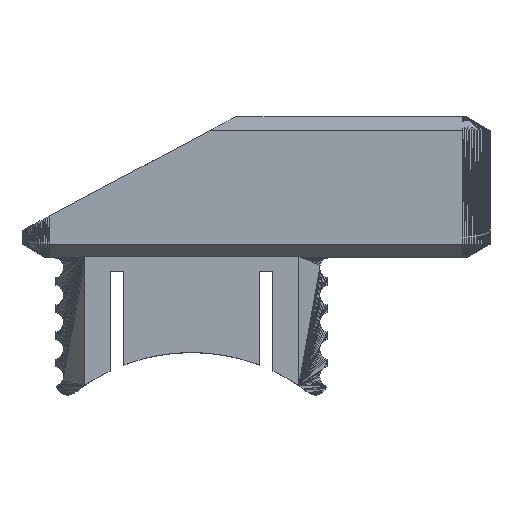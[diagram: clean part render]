
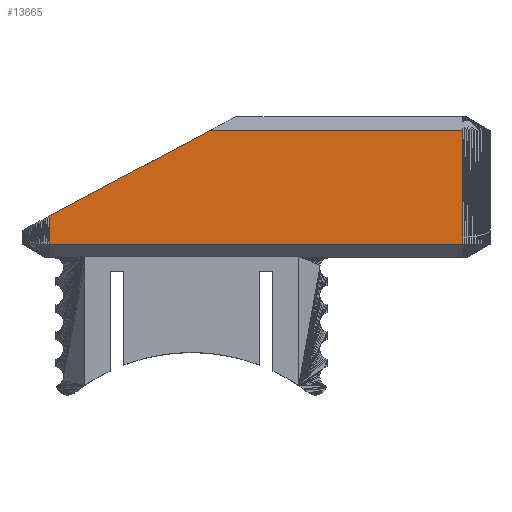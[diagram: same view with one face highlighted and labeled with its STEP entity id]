
A CAD part, top view. The second image highlights one B-rep face of the part: STEP entity #13665.
In plain terms, the highlighted planar face has unit normal (0, 0, 1).
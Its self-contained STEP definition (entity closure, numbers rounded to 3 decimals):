
#36=FACE_OUTER_BOUND('',#1072,.T.);
#1072=EDGE_LOOP('',(#8922,#8923,#8924,#8925,#8926,#8927));
#2155=LINE('',#19872,#4080);
#2226=LINE('',#20013,#4151);
#2227=LINE('',#20015,#4152);
#2228=LINE('',#20017,#4153);
#2229=LINE('',#20019,#4154);
#2230=LINE('',#20020,#4155);
#4080=VECTOR('',#15818,1.);
#4151=VECTOR('',#15909,1.);
#4152=VECTOR('',#15910,1.);
#4153=VECTOR('',#15911,1.);
#4154=VECTOR('',#15912,1.);
#4155=VECTOR('',#15913,1.);
#6003=VERTEX_POINT('',#19869);
#6004=VERTEX_POINT('',#19871);
#6064=VERTEX_POINT('',#20012);
#6065=VERTEX_POINT('',#20014);
#6066=VERTEX_POINT('',#20016);
#6067=VERTEX_POINT('',#20018);
#6902=EDGE_CURVE('',#6003,#6004,#2155,.T.);
#6973=EDGE_CURVE('',#6064,#6003,#2226,.T.);
#6974=EDGE_CURVE('',#6065,#6064,#2227,.T.);
#6975=EDGE_CURVE('',#6065,#6066,#2228,.T.);
#6976=EDGE_CURVE('',#6066,#6067,#2229,.T.);
#6977=EDGE_CURVE('',#6004,#6067,#2230,.T.);
#8922=ORIENTED_EDGE('',*,*,#6973,.F.);
#8923=ORIENTED_EDGE('',*,*,#6974,.F.);
#8924=ORIENTED_EDGE('',*,*,#6975,.T.);
#8925=ORIENTED_EDGE('',*,*,#6976,.T.);
#8926=ORIENTED_EDGE('',*,*,#6977,.F.);
#8927=ORIENTED_EDGE('',*,*,#6902,.F.);
#12631=PLANE('',#14715);
#13665=ADVANCED_FACE('',(#36),#12631,.T.);
#14715=AXIS2_PLACEMENT_3D('',#20011,#15907,#15908);
#15818=DIRECTION('',(0.883,0.469,0.));
#15907=DIRECTION('center_axis',(0.,0.,1.));
#15908=DIRECTION('ref_axis',(1.,0.,0.));
#15909=DIRECTION('',(-0.469,0.883,0.));
#15910=DIRECTION('',(0.,1.,0.));
#15911=DIRECTION('',(1.,0.,0.));
#15912=DIRECTION('',(0.,1.,0.));
#15913=DIRECTION('',(1.,0.,0.));
#19869=CARTESIAN_POINT('',(121.83,47.389,91.961));
#19871=CARTESIAN_POINT('',(133.763,53.733,91.961));
#19872=CARTESIAN_POINT('',(128.704,51.043,91.961));
#20011=CARTESIAN_POINT('Origin',(126.268,46.35,91.961));
#20012=CARTESIAN_POINT('',(121.877,47.3,91.961));
#20013=CARTESIAN_POINT('',(122.558,46.02,91.961));
#20014=CARTESIAN_POINT('',(121.877,45.35,91.961));
#20015=CARTESIAN_POINT('',(121.877,45.35,91.961));
#20016=CARTESIAN_POINT('',(152.377,45.35,91.961));
#20017=CARTESIAN_POINT('',(121.877,45.35,91.961));
#20018=CARTESIAN_POINT('',(152.377,53.733,91.961));
#20019=CARTESIAN_POINT('',(152.377,45.35,91.961));
#20020=CARTESIAN_POINT('',(133.763,53.733,91.961));
